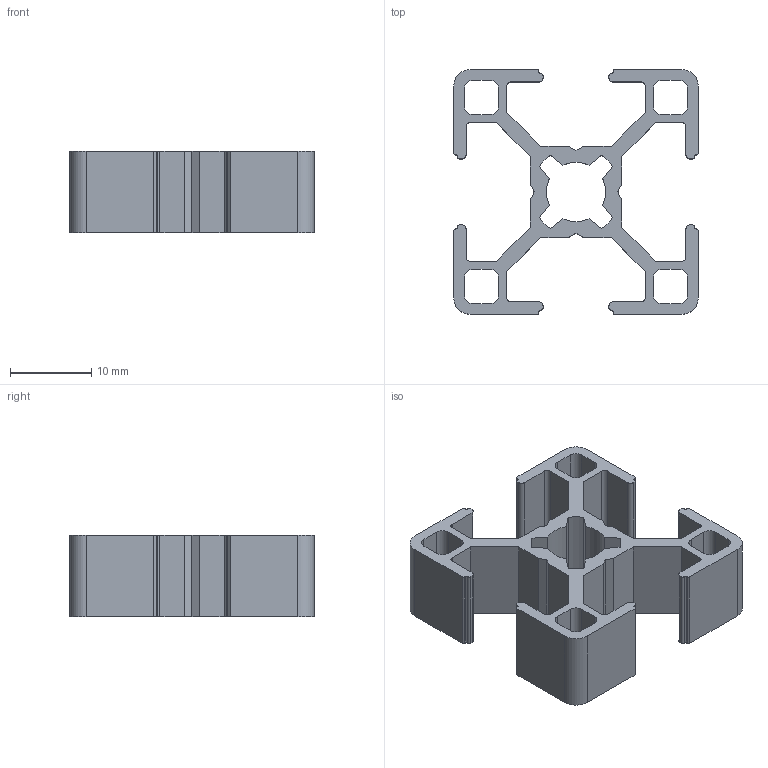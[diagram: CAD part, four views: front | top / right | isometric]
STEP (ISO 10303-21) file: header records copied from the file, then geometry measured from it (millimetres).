
FILE_DESCRIPTION (( 'STEP AP203' ), '1' );
FILE_NAME ('AL-PS-3030-A (B) Àëþìèíèåâûé êîíñòðóêöèîííûé ïðîôèëü 30x30 àíîäèðîâàííûé ÷åðíûé.STEP', '2023-08-02T12:23:36', ( '' ), ( '' ), 'SwSTEP 2.0', 'SolidWorks 2021', '' );
FILE_SCHEMA (( 'CONFIG_CONTROL_DESIGN' ));
Length unit declared in the file: millimetre
Products named in the file (1): AL-PS-3030-A (B) Àëþìèíèåâûé êîíñòðóêöèîííûé ïðîôèëü 30x30 àíîäèðîâàííûé ÷åðíûé
Bounding box: 30 x 30 x 10 mm (x, y, z)
Volume: 2514.2 mm3; surface area: 3864.6 mm2
Topology: 1 solids, 1 shells, 166 faces, 492 edges, 328 vertices
Faces by surface type: plane 98, cylinder 68
Entity records: 5669 total; most frequent: CARTESIAN_POINT 987, ORIENTED_EDGE 984, DIRECTION 962, EDGE_CURVE 492, LINE 356, VECTOR 356, VERTEX_POINT 328, AXIS2_PLACEMENT_3D 303
